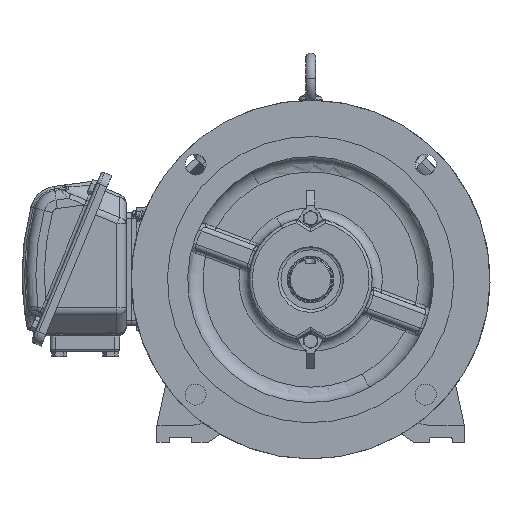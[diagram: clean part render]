
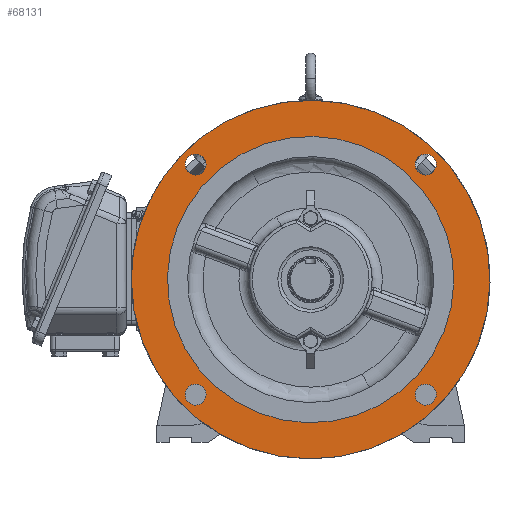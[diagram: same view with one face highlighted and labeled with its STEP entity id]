
A CAD part, left-side view. The second image highlights one B-rep face of the part: STEP entity #68131.
In plain terms, the highlighted planar face has unit normal (-1, 0, 0).
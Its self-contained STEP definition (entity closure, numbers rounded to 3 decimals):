
#45200=CARTESIAN_POINT('Axis2P3D Location',(-77.95,0.,0.)) ;
#45204=CARTESIAN_POINT('Vertex',(-77.95,83.899,153.577)) ;
#45206=CARTESIAN_POINT('Vertex',(-77.95,175.,0.)) ;
#45439=CARTESIAN_POINT('Vertex',(-77.95,-103.258,-107.339)) ;
#45446=CARTESIAN_POINT('Vertex',(-77.95,-121.248,-117.167)) ;
#45449=CARTESIAN_POINT('Axis2P3D Location',(-77.95,-112.253,-112.253)) ;
#45461=CARTESIAN_POINT('Axis2P3D Location',(-77.95,-112.253,-112.253)) ;
#45482=CARTESIAN_POINT('Vertex',(-77.95,121.248,-107.339)) ;
#45489=CARTESIAN_POINT('Vertex',(-77.95,103.258,-117.167)) ;
#45492=CARTESIAN_POINT('Axis2P3D Location',(-77.95,112.253,-112.253)) ;
#45504=CARTESIAN_POINT('Axis2P3D Location',(-77.95,112.253,-112.253)) ;
#45821=CARTESIAN_POINT('Vertex',(-77.95,-103.258,117.167)) ;
#45828=CARTESIAN_POINT('Vertex',(-77.95,-121.248,107.339)) ;
#45831=CARTESIAN_POINT('Axis2P3D Location',(-77.95,-112.253,112.253)) ;
#45843=CARTESIAN_POINT('Axis2P3D Location',(-77.95,-112.253,112.253)) ;
#45864=CARTESIAN_POINT('Vertex',(-77.95,121.248,117.167)) ;
#45871=CARTESIAN_POINT('Vertex',(-77.95,103.258,107.339)) ;
#45874=CARTESIAN_POINT('Axis2P3D Location',(-77.95,112.253,112.253)) ;
#45886=CARTESIAN_POINT('Axis2P3D Location',(-77.95,112.253,112.253)) ;
#59619=CARTESIAN_POINT('Vertex',(-77.95,-66.976,-122.598)) ;
#59622=CARTESIAN_POINT('Axis2P3D Location',(-77.95,0.,0.)) ;
#59626=CARTESIAN_POINT('Vertex',(-77.95,66.976,122.598)) ;
#59641=CARTESIAN_POINT('Axis2P3D Location',(-77.95,0.,0.)) ;
#68097=CARTESIAN_POINT('Axis2P3D Location',(-77.95,0.,139.7)) ;
#68102=CARTESIAN_POINT('Axis2P3D Location',(-77.95,0.,0.)) ;
#45201=DIRECTION('Axis2P3D Direction',(-1.,0.,0.)) ;
#45450=DIRECTION('Axis2P3D Direction',(1.,0.,0.)) ;
#45462=DIRECTION('Axis2P3D Direction',(1.,0.,0.)) ;
#45493=DIRECTION('Axis2P3D Direction',(1.,0.,0.)) ;
#45505=DIRECTION('Axis2P3D Direction',(1.,0.,0.)) ;
#45832=DIRECTION('Axis2P3D Direction',(1.,0.,0.)) ;
#45844=DIRECTION('Axis2P3D Direction',(1.,0.,0.)) ;
#45875=DIRECTION('Axis2P3D Direction',(1.,0.,0.)) ;
#45887=DIRECTION('Axis2P3D Direction',(1.,0.,0.)) ;
#59623=DIRECTION('Axis2P3D Direction',(-1.,0.,0.)) ;
#59642=DIRECTION('Axis2P3D Direction',(-1.,0.,0.)) ;
#68098=DIRECTION('Axis2P3D Direction',(-1.,0.,0.)) ;
#68099=DIRECTION('Axis2P3D XDirection',(0.,1.,0.)) ;
#68103=DIRECTION('Axis2P3D Direction',(-1.,0.,0.)) ;
#45202=AXIS2_PLACEMENT_3D('Circle Axis2P3D',#45200,#45201,$) ;
#45451=AXIS2_PLACEMENT_3D('Circle Axis2P3D',#45449,#45450,$) ;
#45463=AXIS2_PLACEMENT_3D('Circle Axis2P3D',#45461,#45462,$) ;
#45494=AXIS2_PLACEMENT_3D('Circle Axis2P3D',#45492,#45493,$) ;
#45506=AXIS2_PLACEMENT_3D('Circle Axis2P3D',#45504,#45505,$) ;
#45833=AXIS2_PLACEMENT_3D('Circle Axis2P3D',#45831,#45832,$) ;
#45845=AXIS2_PLACEMENT_3D('Circle Axis2P3D',#45843,#45844,$) ;
#45876=AXIS2_PLACEMENT_3D('Circle Axis2P3D',#45874,#45875,$) ;
#45888=AXIS2_PLACEMENT_3D('Circle Axis2P3D',#45886,#45887,$) ;
#59624=AXIS2_PLACEMENT_3D('Circle Axis2P3D',#59622,#59623,$) ;
#59643=AXIS2_PLACEMENT_3D('Circle Axis2P3D',#59641,#59642,$) ;
#68100=AXIS2_PLACEMENT_3D('Plane Axis2P3D',#68097,#68098,#68099) ;
#68104=AXIS2_PLACEMENT_3D('Circle Axis2P3D',#68102,#68103,$) ;
#68108=ORIENTED_EDGE('',*,*,#68106,.T.) ;
#68109=ORIENTED_EDGE('',*,*,#45208,.T.) ;
#68112=ORIENTED_EDGE('',*,*,#45835,.F.) ;
#68113=ORIENTED_EDGE('',*,*,#45847,.F.) ;
#68116=ORIENTED_EDGE('',*,*,#59645,.F.) ;
#68117=ORIENTED_EDGE('',*,*,#59628,.F.) ;
#68120=ORIENTED_EDGE('',*,*,#45890,.F.) ;
#68121=ORIENTED_EDGE('',*,*,#45878,.F.) ;
#68124=ORIENTED_EDGE('',*,*,#45465,.F.) ;
#68125=ORIENTED_EDGE('',*,*,#45453,.F.) ;
#68128=ORIENTED_EDGE('',*,*,#45508,.F.) ;
#68129=ORIENTED_EDGE('',*,*,#45496,.F.) ;
#68114=FACE_BOUND('',#68111,.T.) ;
#68118=FACE_BOUND('',#68115,.T.) ;
#68122=FACE_BOUND('',#68119,.T.) ;
#68126=FACE_BOUND('',#68123,.T.) ;
#68130=FACE_BOUND('',#68127,.T.) ;
#68131=ADVANCED_FACE('31103B667X509.1',(#68110,#68114,#68118,#68122,#68126,#68130),#68101,.T.) ;
#45203=CIRCLE('generated circle',#45202,175.) ;
#45452=CIRCLE('generated circle',#45451,10.25) ;
#45464=CIRCLE('generated circle',#45463,10.25) ;
#45495=CIRCLE('generated circle',#45494,10.25) ;
#45507=CIRCLE('generated circle',#45506,10.25) ;
#45834=CIRCLE('generated circle',#45833,10.25) ;
#45846=CIRCLE('generated circle',#45845,10.25) ;
#45877=CIRCLE('generated circle',#45876,10.25) ;
#45889=CIRCLE('generated circle',#45888,10.25) ;
#59625=CIRCLE('generated circle',#59624,139.7) ;
#59644=CIRCLE('generated circle',#59643,139.7) ;
#68105=CIRCLE('generated circle',#68104,175.) ;
#45208=EDGE_CURVE('',#45205,#45207,#45203,.T.) ;
#45453=EDGE_CURVE('',#45447,#45440,#45452,.F.) ;
#45465=EDGE_CURVE('',#45440,#45447,#45464,.F.) ;
#45496=EDGE_CURVE('',#45490,#45483,#45495,.F.) ;
#45508=EDGE_CURVE('',#45483,#45490,#45507,.F.) ;
#45835=EDGE_CURVE('',#45829,#45822,#45834,.F.) ;
#45847=EDGE_CURVE('',#45822,#45829,#45846,.F.) ;
#45878=EDGE_CURVE('',#45872,#45865,#45877,.F.) ;
#45890=EDGE_CURVE('',#45865,#45872,#45889,.F.) ;
#59628=EDGE_CURVE('',#59620,#59627,#59625,.T.) ;
#59645=EDGE_CURVE('',#59627,#59620,#59644,.T.) ;
#68106=EDGE_CURVE('',#45207,#45205,#68105,.T.) ;
#68107=EDGE_LOOP('',(#68108,#68109)) ;
#68111=EDGE_LOOP('',(#68112,#68113)) ;
#68115=EDGE_LOOP('',(#68116,#68117)) ;
#68119=EDGE_LOOP('',(#68120,#68121)) ;
#68123=EDGE_LOOP('',(#68124,#68125)) ;
#68127=EDGE_LOOP('',(#68128,#68129)) ;
#68110=FACE_OUTER_BOUND('',#68107,.T.) ;
#68101=PLANE('Plane',#68100) ;
#45205=VERTEX_POINT('',#45204) ;
#45207=VERTEX_POINT('',#45206) ;
#45440=VERTEX_POINT('',#45439) ;
#45447=VERTEX_POINT('',#45446) ;
#45483=VERTEX_POINT('',#45482) ;
#45490=VERTEX_POINT('',#45489) ;
#45822=VERTEX_POINT('',#45821) ;
#45829=VERTEX_POINT('',#45828) ;
#45865=VERTEX_POINT('',#45864) ;
#45872=VERTEX_POINT('',#45871) ;
#59620=VERTEX_POINT('',#59619) ;
#59627=VERTEX_POINT('',#59626) ;
